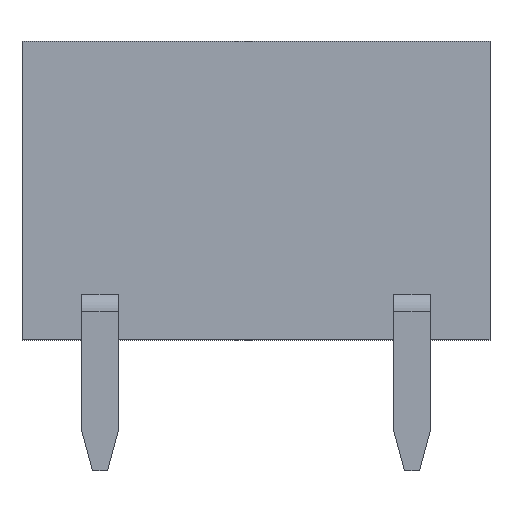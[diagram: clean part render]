
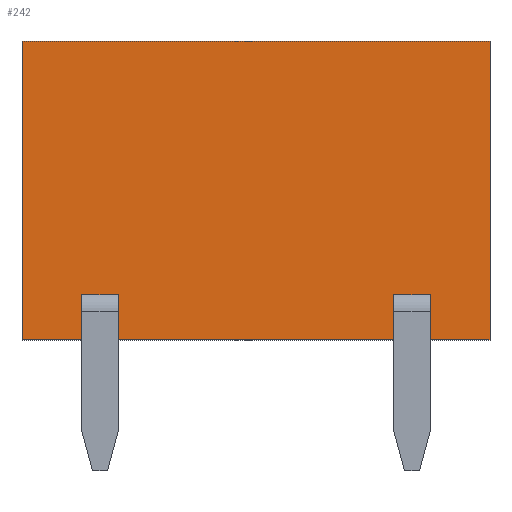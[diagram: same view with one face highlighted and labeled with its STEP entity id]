
A CAD part, top view. The second image highlights one B-rep face of the part: STEP entity #242.
In plain terms, the highlighted planar face has unit normal (0, 0, 1).
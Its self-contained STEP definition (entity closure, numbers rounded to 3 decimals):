
#242 = ADVANCED_FACE( '', ( #532 ), #533, .F. );
#532 = FACE_OUTER_BOUND( '', #869, .T. );
#533 = PLANE( '', #870 );
#869 = EDGE_LOOP( '', ( #1503, #1504, #1505, #1506, #1507, #1508, #1509, #1510, #1511, #1512, #1513, #1514 ) );
#870 = AXIS2_PLACEMENT_3D( '', #1515, #1516, #1517 );
#1503 = ORIENTED_EDGE( '', *, *, #2096, .T. );
#1504 = ORIENTED_EDGE( '', *, *, #2018, .T. );
#1505 = ORIENTED_EDGE( '', *, *, #2097, .F. );
#1506 = ORIENTED_EDGE( '', *, *, #2098, .T. );
#1507 = ORIENTED_EDGE( '', *, *, #2099, .T. );
#1508 = ORIENTED_EDGE( '', *, *, #2023, .T. );
#1509 = ORIENTED_EDGE( '', *, *, #2100, .T. );
#1510 = ORIENTED_EDGE( '', *, *, #2040, .F. );
#1511 = ORIENTED_EDGE( '', *, *, #1988, .F. );
#1512 = ORIENTED_EDGE( '', *, *, #2021, .T. );
#1513 = ORIENTED_EDGE( '', *, *, #2004, .F. );
#1514 = ORIENTED_EDGE( '', *, *, #1926, .T. );
#1515 = CARTESIAN_POINT( '', ( 141.302, 124.734, 0. ) );
#1516 = DIRECTION( '', ( 0., 0., -1. ) );
#1517 = DIRECTION( '', ( -1., 0., 0. ) );
#1926 = EDGE_CURVE( '', #2304, #2305, #2306, .T. );
#1988 = EDGE_CURVE( '', #2405, #2407, #2408, .T. );
#2004 = EDGE_CURVE( '', #2304, #2430, #2431, .T. );
#2018 = EDGE_CURVE( '', #2451, #2452, #2453, .T. );
#2021 = EDGE_CURVE( '', #2405, #2430, #2457, .T. );
#2023 = EDGE_CURVE( '', #2460, #2458, #2461, .T. );
#2040 = EDGE_CURVE( '', #2407, #2488, #2489, .T. );
#2096 = EDGE_CURVE( '', #2305, #2451, #2557, .T. );
#2097 = EDGE_CURVE( '', #2558, #2452, #2559, .T. );
#2098 = EDGE_CURVE( '', #2558, #2560, #2561, .T. );
#2099 = EDGE_CURVE( '', #2560, #2460, #2562, .T. );
#2100 = EDGE_CURVE( '', #2458, #2488, #2563, .T. );
#2304 = VERTEX_POINT( '', #2829 );
#2305 = VERTEX_POINT( '', #2830 );
#2306 = LINE( '', #2831, #2832 );
#2405 = VERTEX_POINT( '', #2968 );
#2407 = VERTEX_POINT( '', #2971 );
#2408 = LINE( '', #2972, #2973 );
#2430 = VERTEX_POINT( '', #3003 );
#2431 = LINE( '', #3004, #3005 );
#2451 = VERTEX_POINT( '', #3030 );
#2452 = VERTEX_POINT( '', #3031 );
#2453 = LINE( '', #3032, #3033 );
#2457 = LINE( '', #3039, #3040 );
#2458 = VERTEX_POINT( '', #3041 );
#2460 = VERTEX_POINT( '', #3044 );
#2461 = LINE( '', #3045, #3046 );
#2488 = VERTEX_POINT( '', #3085 );
#2489 = LINE( '', #3086, #3087 );
#2557 = LINE( '', #3186, #3187 );
#2558 = VERTEX_POINT( '', #3188 );
#2559 = LINE( '', #3189, #3190 );
#2560 = VERTEX_POINT( '', #3191 );
#2561 = LINE( '', #3192, #3193 );
#2562 = LINE( '', #3194, #3195 );
#2563 = LINE( '', #3196, #3197 );
#2829 = CARTESIAN_POINT( '', ( 167.102, 118.534, 0. ) );
#2830 = CARTESIAN_POINT( '', ( 168.002, 118.534, 0. ) );
#2831 = CARTESIAN_POINT( '', ( 167.552, 118.534, 0. ) );
#2832 = VECTOR( '', #3380, 1000. );
#2968 = CARTESIAN_POINT( '', ( 165.647, 117.434, 0. ) );
#2971 = CARTESIAN_POINT( '', ( 165.647, 124.734, 0. ) );
#2972 = CARTESIAN_POINT( '', ( 165.647, 124.734, 0. ) );
#2973 = VECTOR( '', #3446, 1000. );
#3003 = CARTESIAN_POINT( '', ( 167.102, 117.434, 0. ) );
#3004 = CARTESIAN_POINT( '', ( 167.102, 124.734, 0. ) );
#3005 = VECTOR( '', #3461, 1000. );
#3030 = CARTESIAN_POINT( '', ( 168.002, 117.434, 0. ) );
#3031 = CARTESIAN_POINT( '', ( 174.722, 117.434, 0. ) );
#3032 = CARTESIAN_POINT( '', ( 141.302, 117.434, 0. ) );
#3033 = VECTOR( '', #3479, 1000. );
#3039 = CARTESIAN_POINT( '', ( 141.302, 117.434, 0. ) );
#3040 = VECTOR( '', #3482, 1000. );
#3041 = CARTESIAN_POINT( '', ( 177.077, 117.434, 0. ) );
#3044 = CARTESIAN_POINT( '', ( 175.622, 117.434, 0. ) );
#3045 = CARTESIAN_POINT( '', ( 141.302, 117.434, 0. ) );
#3046 = VECTOR( '', #3484, 1000. );
#3085 = CARTESIAN_POINT( '', ( 177.077, 124.734, 0. ) );
#3086 = CARTESIAN_POINT( '', ( 141.302, 124.734, 0. ) );
#3087 = VECTOR( '', #3500, 1000. );
#3186 = CARTESIAN_POINT( '', ( 168.002, 124.734, 0. ) );
#3187 = VECTOR( '', #3550, 1000. );
#3188 = CARTESIAN_POINT( '', ( 174.722, 118.534, 0. ) );
#3189 = CARTESIAN_POINT( '', ( 174.722, 124.734, 0. ) );
#3190 = VECTOR( '', #3551, 1000. );
#3191 = CARTESIAN_POINT( '', ( 175.622, 118.534, 0. ) );
#3192 = CARTESIAN_POINT( '', ( 175.172, 118.534, 0. ) );
#3193 = VECTOR( '', #3552, 1000. );
#3194 = CARTESIAN_POINT( '', ( 175.622, 124.734, 0. ) );
#3195 = VECTOR( '', #3553, 1000. );
#3196 = CARTESIAN_POINT( '', ( 177.077, 124.734, 0. ) );
#3197 = VECTOR( '', #3554, 1000. );
#3380 = DIRECTION( '', ( 1., 0., 0. ) );
#3446 = DIRECTION( '', ( 0., 1., 0. ) );
#3461 = DIRECTION( '', ( 0., -1., 0. ) );
#3479 = DIRECTION( '', ( 1., 0., 0. ) );
#3482 = DIRECTION( '', ( 1., 0., 0. ) );
#3484 = DIRECTION( '', ( 1., 0., 0. ) );
#3500 = DIRECTION( '', ( 1., 0., 0. ) );
#3550 = DIRECTION( '', ( 0., -1., 0. ) );
#3551 = DIRECTION( '', ( 0., -1., 0. ) );
#3552 = DIRECTION( '', ( 1., 0., 0. ) );
#3553 = DIRECTION( '', ( 0., -1., 0. ) );
#3554 = DIRECTION( '', ( 0., 1., 0. ) );
